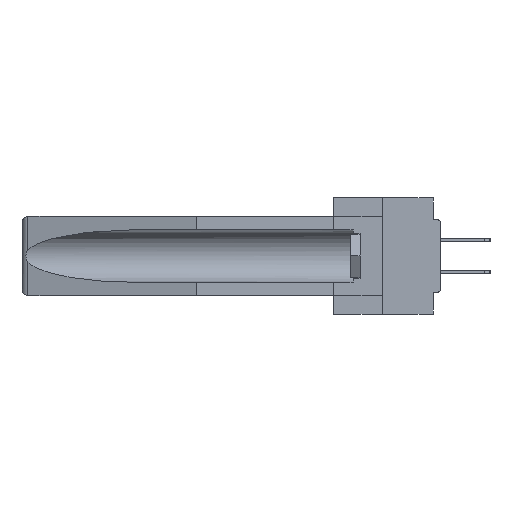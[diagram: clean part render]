
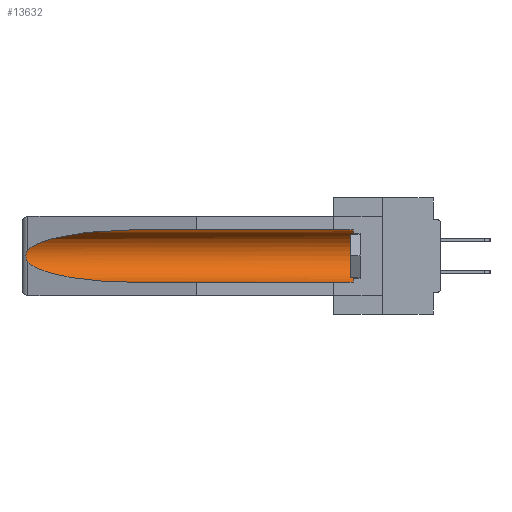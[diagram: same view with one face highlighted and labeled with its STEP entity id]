
A CAD part, left-side view. The second image highlights one B-rep face of the part: STEP entity #13632.
In plain terms, the highlighted cylindrical face has radius 2.857 mm (diameter 5.715 mm), a partial arc.
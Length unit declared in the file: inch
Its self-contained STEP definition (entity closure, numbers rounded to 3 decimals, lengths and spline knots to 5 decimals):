
#52 = VERTEX_POINT ( 'NONE', #33001 ) ;
#182 = CARTESIAN_POINT ( 'NONE',  ( 0.155, 1.07973, -0.284 ) ) ;
#186 = DIRECTION ( 'NONE',  ( 0., -1., 0. ) ) ;
#566 = LINE ( 'NONE', #17303, #25855 ) ;
#756 = EDGE_CURVE ( 'NONE', #19320, #52, #9754, .T. ) ;
#1244 = CARTESIAN_POINT ( 'NONE',  ( 0.26655, 1.53094, -0.18657 ) ) ;
#3441 = CYLINDRICAL_SURFACE ( 'NONE', #31485, 0.1125 ) ;
#3872 = CARTESIAN_POINT ( 'NONE',  ( 0.26654, 1.53092, -0.15636 ) ) ;
#5182 = CARTESIAN_POINT ( 'NONE',  ( 0.21114, 1.30732, -0.059 ) ) ;
#5299 = EDGE_CURVE ( 'NONE', #13923, #22480, #7840, .T. ) ;
#5685 = CARTESIAN_POINT ( 'NONE',  ( 0.25451, 1.48313, -0.24835 ) ) ;
#5901 = ORIENTED_EDGE ( 'NONE', *, *, #24535, .T. ) ;
#6792 = CARTESIAN_POINT ( 'NONE',  ( 0.2673, 1.53269, -0.17917 ) ) ;
#7840 =( BOUNDED_CURVE ( )  B_SPLINE_CURVE ( 3, ( #13387, #5685, #11058, #182 ),
 .UNSPECIFIED., .F., .F. ) 
 B_SPLINE_CURVE_WITH_KNOTS ( ( 4, 4 ),
 ( 0.1948, 1.5708 ),
 .UNSPECIFIED. ) 
 CURVE ( )  GEOMETRIC_REPRESENTATION_ITEM ( )  RATIONAL_B_SPLINE_CURVE ( ( 1., 0.848, 0.848, 1. ) ) 
 REPRESENTATION_ITEM ( '' )  );
#7893 = EDGE_CURVE ( 'NONE', #25392, #22480, #566, .T. ) ;
#8471 = DIRECTION ( 'NONE',  ( 0., 0., 1. ) ) ;
#8791 = CARTESIAN_POINT ( 'NONE',  ( 0.155, -0.30754, -0.059 ) ) ;
#9102 = CARTESIAN_POINT ( 'NONE',  ( 0.2675, 1.53308, -0.17534 ) ) ;
#9275 = ORIENTED_EDGE ( 'NONE', *, *, #7893, .F. ) ;
#9437 = ORIENTED_EDGE ( 'NONE', *, *, #756, .T. ) ;
#9754 =( BOUNDED_CURVE ( )  B_SPLINE_CURVE ( 3, ( #15848, #5182, #13073, #10274 ),
 .UNSPECIFIED., .F., .F. ) 
 B_SPLINE_CURVE_WITH_KNOTS ( ( 4, 4 ),
 ( 4.71239, 6.08839 ),
 .UNSPECIFIED. ) 
 CURVE ( )  GEOMETRIC_REPRESENTATION_ITEM ( )  RATIONAL_B_SPLINE_CURVE ( ( 1., 0.848, 0.848, 1. ) ) 
 REPRESENTATION_ITEM ( '' )  );
#10274 = CARTESIAN_POINT ( 'NONE',  ( 0.26537, 1.52718, -0.14972 ) ) ;
#11058 = CARTESIAN_POINT ( 'NONE',  ( 0.21114, 1.30732, -0.284 ) ) ;
#12034 = CARTESIAN_POINT ( 'NONE',  ( 0.26597, 1.52961, -0.15275 ) ) ;
#12171 = VECTOR ( 'NONE', #29695, 39.37008 ) ;
#12336 = B_SPLINE_CURVE_WITH_KNOTS ( 'NONE', 3,
 ( #32928, #12034, #3872, #19665, #22654, #9102, #6792, #1244, #30348, #28019 ),
 .UNSPECIFIED., .F., .F.,
 ( 4, 2, 2, 2, 4 ),
 ( 0., 0.00029, 0.00058, 0.00087, 0.00117 ),
 .UNSPECIFIED. ) ;
#13024 = FACE_OUTER_BOUND ( 'NONE', #20808, .T. ) ;
#13073 = CARTESIAN_POINT ( 'NONE',  ( 0.25451, 1.48313, -0.09465 ) ) ;
#13387 = CARTESIAN_POINT ( 'NONE',  ( 0.26537, 1.52718, -0.19328 ) ) ;
#13632 = ADVANCED_FACE ( 'NONE', ( #13024 ), #3441, .F. ) ;
#13923 = VERTEX_POINT ( 'NONE', #20424 ) ;
#14000 = EDGE_CURVE ( 'NONE', #18287, #19320, #29167, .T. ) ;
#14026 = ORIENTED_EDGE ( 'NONE', *, *, #5299, .T. ) ;
#14633 = CARTESIAN_POINT ( 'NONE',  ( 0.155, 0.126, -0.284 ) ) ;
#14655 = DIRECTION ( 'NONE',  ( 0., 1., 0. ) ) ;
#15848 = CARTESIAN_POINT ( 'NONE',  ( 0.155, 1.07973, -0.059 ) ) ;
#16364 = CARTESIAN_POINT ( 'NONE',  ( 0.155, 0.126, -0.1715 ) ) ;
#17030 = CARTESIAN_POINT ( 'NONE',  ( 0.155, 1.07973, -0.284 ) ) ;
#17303 = CARTESIAN_POINT ( 'NONE',  ( 0.155, -0.30754, -0.284 ) ) ;
#18287 = VERTEX_POINT ( 'NONE', #29927 ) ;
#18937 = CIRCLE ( 'NONE', #31231, 0.1125 ) ;
#19320 = VERTEX_POINT ( 'NONE', #28519 ) ;
#19544 = CARTESIAN_POINT ( 'NONE',  ( 0.155, -0.30754, -0.1715 ) ) ;
#19665 = CARTESIAN_POINT ( 'NONE',  ( 0.2673, 1.5327, -0.16383 ) ) ;
#20424 = CARTESIAN_POINT ( 'NONE',  ( 0.26537, 1.52718, -0.19328 ) ) ;
#20623 = ORIENTED_EDGE ( 'NONE', *, *, #22809, .T. ) ;
#20808 = EDGE_LOOP ( 'NONE', ( #9437, #5901, #14026, #9275, #20623, #27228 ) ) ;
#22480 = VERTEX_POINT ( 'NONE', #17030 ) ;
#22654 = CARTESIAN_POINT ( 'NONE',  ( 0.2675, 1.53308, -0.16763 ) ) ;
#22809 = EDGE_CURVE ( 'NONE', #25392, #18287, #18937, .T. ) ;
#24535 = EDGE_CURVE ( 'NONE', #52, #13923, #12336, .T. ) ;
#24985 = DIRECTION ( 'NONE',  ( 0., 0., 1. ) ) ;
#25392 = VERTEX_POINT ( 'NONE', #14633 ) ;
#25855 = VECTOR ( 'NONE', #14655, 39.37008 ) ;
#27228 = ORIENTED_EDGE ( 'NONE', *, *, #14000, .T. ) ;
#27785 = DIRECTION ( 'NONE',  ( 0., 1., 0. ) ) ;
#28019 = CARTESIAN_POINT ( 'NONE',  ( 0.26537, 1.52718, -0.19328 ) ) ;
#28519 = CARTESIAN_POINT ( 'NONE',  ( 0.155, 1.07973, -0.059 ) ) ;
#29167 = LINE ( 'NONE', #8791, #12171 ) ;
#29695 = DIRECTION ( 'NONE',  ( 0., 1., 0. ) ) ;
#29927 = CARTESIAN_POINT ( 'NONE',  ( 0.155, 0.126, -0.059 ) ) ;
#30348 = CARTESIAN_POINT ( 'NONE',  ( 0.26597, 1.5296, -0.19026 ) ) ;
#31231 = AXIS2_PLACEMENT_3D ( 'NONE', #16364, #186, #8471 ) ;
#31485 = AXIS2_PLACEMENT_3D ( 'NONE', #19544, #27785, #24985 ) ;
#32928 = CARTESIAN_POINT ( 'NONE',  ( 0.26537, 1.52718, -0.14972 ) ) ;
#33001 = CARTESIAN_POINT ( 'NONE',  ( 0.26537, 1.52718, -0.14972 ) ) ;
